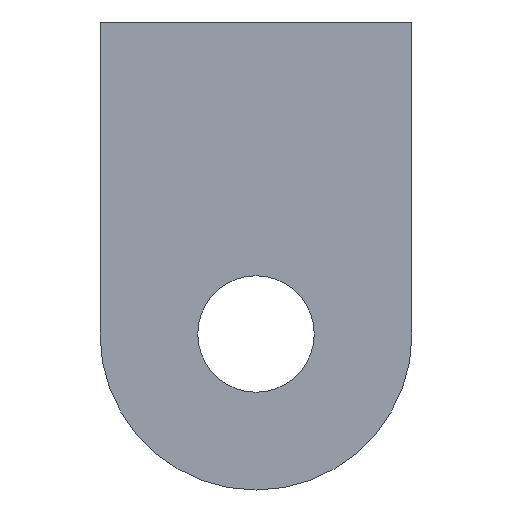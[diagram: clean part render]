
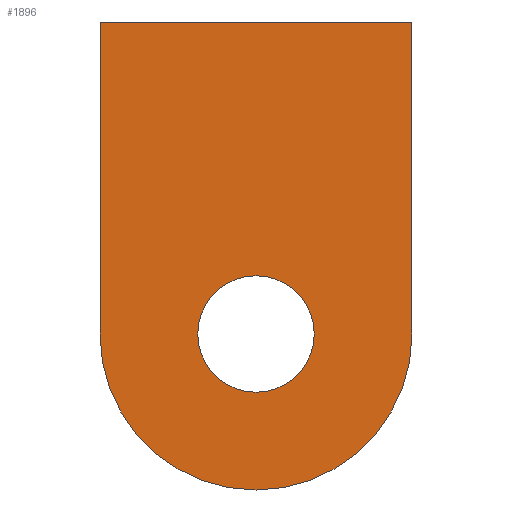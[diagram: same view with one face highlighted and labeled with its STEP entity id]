
A CAD part, front view. The second image highlights one B-rep face of the part: STEP entity #1896.
In plain terms, the highlighted planar face has unit normal (0, -1, 0).
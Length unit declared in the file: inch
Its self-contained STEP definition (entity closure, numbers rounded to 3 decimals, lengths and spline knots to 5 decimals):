
#97 = ORIENTED_EDGE ( 'NONE', *, *, #1258, .F. ) ;
#118 = CIRCLE ( 'NONE', #1357, 0.1875 ) ;
#250 = CARTESIAN_POINT ( 'NONE',  ( -0.1875, 0., -0.1875 ) ) ;
#288 = LINE ( 'NONE', #2686, #1697 ) ;
#350 = DIRECTION ( 'NONE',  ( 0., 0., 1. ) ) ;
#369 = AXIS2_PLACEMENT_3D ( 'NONE', #1450, #1000, #1903 ) ;
#433 = VECTOR ( 'NONE', #2216, 39.37008 ) ;
#484 = PLANE ( 'NONE',  #1246 ) ;
#505 = FACE_BOUND ( 'NONE', #538, .T. ) ;
#538 = EDGE_LOOP ( 'NONE', ( #1984, #2675 ) ) ;
#668 = CARTESIAN_POINT ( 'NONE',  ( 0., 0., -0.2575 ) ) ;
#846 = EDGE_CURVE ( 'NONE', #2289, #2745, #2457, .T. ) ;
#952 = EDGE_CURVE ( 'NONE', #2745, #2289, #1556, .T. ) ;
#959 = EDGE_LOOP ( 'NONE', ( #1133, #97, #1763, #2301, #2781 ) ) ;
#984 = VECTOR ( 'NONE', #1476, 39.37008 ) ;
#1000 = DIRECTION ( 'NONE',  ( 0., 1., 0. ) ) ;
#1133 = ORIENTED_EDGE ( 'NONE', *, *, #1564, .F. ) ;
#1195 = CARTESIAN_POINT ( 'NONE',  ( 0., 0., -0.1875 ) ) ;
#1201 = VERTEX_POINT ( 'NONE', #1309 ) ;
#1246 = AXIS2_PLACEMENT_3D ( 'NONE', #2475, #2082, #1406 ) ;
#1258 = EDGE_CURVE ( 'NONE', #2609, #2813, #2255, .T. ) ;
#1287 = DIRECTION ( 'NONE',  ( 0., 1., 0. ) ) ;
#1309 = CARTESIAN_POINT ( 'NONE',  ( -0.1875, 0., 0.1875 ) ) ;
#1357 = AXIS2_PLACEMENT_3D ( 'NONE', #2189, #1287, #350 ) ;
#1406 = DIRECTION ( 'NONE',  ( 0., 0., 1. ) ) ;
#1450 = CARTESIAN_POINT ( 'NONE',  ( 0., 0., -0.1875 ) ) ;
#1476 = DIRECTION ( 'NONE',  ( 0., 0., 1. ) ) ;
#1556 = CIRCLE ( 'NONE', #369, 0.07 ) ;
#1564 = EDGE_CURVE ( 'NONE', #2813, #2495, #118, .T. ) ;
#1653 = DIRECTION ( 'NONE',  ( 0., 0., 1. ) ) ;
#1697 = VECTOR ( 'NONE', #2253, 39.37008 ) ;
#1708 = CARTESIAN_POINT ( 'NONE',  ( 0., 0., -0.1875 ) ) ;
#1728 = VERTEX_POINT ( 'NONE', #250 ) ;
#1763 = ORIENTED_EDGE ( 'NONE', *, *, #1894, .F. ) ;
#1872 = AXIS2_PLACEMENT_3D ( 'NONE', #1195, #2546, #1653 ) ;
#1894 = EDGE_CURVE ( 'NONE', #1201, #2609, #288, .T. ) ;
#1896 = ADVANCED_FACE ( 'NONE', ( #505, #1915 ), #484, .F. ) ;
#1903 = DIRECTION ( 'NONE',  ( 0., 0., 1. ) ) ;
#1915 = FACE_OUTER_BOUND ( 'NONE', #959, .T. ) ;
#1959 = CARTESIAN_POINT ( 'NONE',  ( 0.1875, 0., -0.1875 ) ) ;
#1984 = ORIENTED_EDGE ( 'NONE', *, *, #952, .T. ) ;
#2082 = DIRECTION ( 'NONE',  ( 0., 1., 0. ) ) ;
#2162 = CARTESIAN_POINT ( 'NONE',  ( -0.1875, 0., 0.1875 ) ) ;
#2189 = CARTESIAN_POINT ( 'NONE',  ( 0., 0., -0.1875 ) ) ;
#2212 = CARTESIAN_POINT ( 'NONE',  ( 0.1875, 0., 0.1875 ) ) ;
#2216 = DIRECTION ( 'NONE',  ( 0., 0., -1. ) ) ;
#2253 = DIRECTION ( 'NONE',  ( 1., 0., 0. ) ) ;
#2255 = LINE ( 'NONE', #2212, #433 ) ;
#2289 = VERTEX_POINT ( 'NONE', #668 ) ;
#2301 = ORIENTED_EDGE ( 'NONE', *, *, #2682, .F. ) ;
#2354 = DIRECTION ( 'NONE',  ( 0., 1., 0. ) ) ;
#2423 = CIRCLE ( 'NONE', #2777, 0.1875 ) ;
#2431 = CARTESIAN_POINT ( 'NONE',  ( 0., 0., -0.1175 ) ) ;
#2457 = CIRCLE ( 'NONE', #1872, 0.07 ) ;
#2475 = CARTESIAN_POINT ( 'NONE',  ( 0., 0., -0.1875 ) ) ;
#2481 = LINE ( 'NONE', #2162, #984 ) ;
#2495 = VERTEX_POINT ( 'NONE', #2517 ) ;
#2517 = CARTESIAN_POINT ( 'NONE',  ( 0., 0., -0.375 ) ) ;
#2546 = DIRECTION ( 'NONE',  ( 0., 1., 0. ) ) ;
#2560 = EDGE_CURVE ( 'NONE', #2495, #1728, #2423, .T. ) ;
#2573 = DIRECTION ( 'NONE',  ( 0., 0., 1. ) ) ;
#2609 = VERTEX_POINT ( 'NONE', #2786 ) ;
#2675 = ORIENTED_EDGE ( 'NONE', *, *, #846, .T. ) ;
#2682 = EDGE_CURVE ( 'NONE', #1728, #1201, #2481, .T. ) ;
#2686 = CARTESIAN_POINT ( 'NONE',  ( -0.1875, 0., 0.1875 ) ) ;
#2745 = VERTEX_POINT ( 'NONE', #2431 ) ;
#2777 = AXIS2_PLACEMENT_3D ( 'NONE', #1708, #2354, #2573 ) ;
#2781 = ORIENTED_EDGE ( 'NONE', *, *, #2560, .F. ) ;
#2786 = CARTESIAN_POINT ( 'NONE',  ( 0.1875, 0., 0.1875 ) ) ;
#2813 = VERTEX_POINT ( 'NONE', #1959 ) ;
